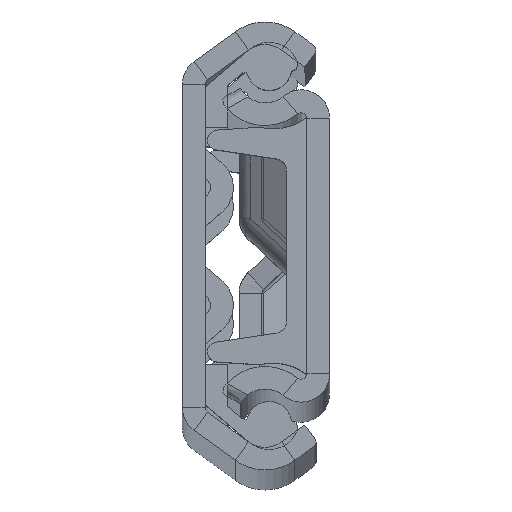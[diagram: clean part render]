
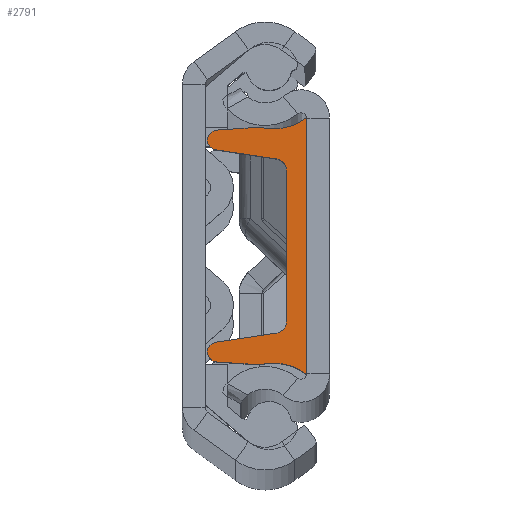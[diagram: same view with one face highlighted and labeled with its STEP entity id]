
A CAD part, top view. The second image highlights one B-rep face of the part: STEP entity #2791.
In plain terms, the highlighted face is planar.
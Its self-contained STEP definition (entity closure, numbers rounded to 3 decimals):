
#199 = CARTESIAN_POINT ( 'NONE',  ( 6., 0., 1.8 ) ) ;
#204 = DIRECTION ( 'NONE',  ( 0., 0., -1. ) ) ;
#330 = CIRCLE ( 'NONE', #1677, 5. ) ;
#391 = LINE ( 'NONE', #6144, #9926 ) ;
#398 = CARTESIAN_POINT ( 'NONE',  ( 6., 9.375, 7.925 ) ) ;
#445 = DIRECTION ( 'NONE',  ( 0., 0., -1. ) ) ;
#558 = PLANE ( 'NONE',  #9804 ) ;
#575 = VERTEX_POINT ( 'NONE', #4427 ) ;
#633 = CARTESIAN_POINT ( 'NONE',  ( 6., 6.708, 1.8 ) ) ;
#1034 = CIRCLE ( 'NONE', #4744, 5. ) ;
#1194 = VECTOR ( 'NONE', #6035, 1000. ) ;
#1379 = CARTESIAN_POINT ( 'NONE',  ( 6., -15.35, 3. ) ) ;
#1437 = AXIS2_PLACEMENT_3D ( 'NONE', #2042, #3778, #2996 ) ;
#1677 = AXIS2_PLACEMENT_3D ( 'NONE', #9786, #4160, #3576 ) ;
#1780 = CARTESIAN_POINT ( 'NONE',  ( 6., 7.697, 2.651 ) ) ;
#1793 = ORIENTED_EDGE ( 'NONE', *, *, #6960, .F. ) ;
#1807 = ORIENTED_EDGE ( 'NONE', *, *, #2189, .T. ) ;
#1834 = DIRECTION ( 'NONE',  ( 0., 0., -1. ) ) ;
#1872 = ORIENTED_EDGE ( 'NONE', *, *, #3162, .T. ) ;
#1901 = AXIS2_PLACEMENT_3D ( 'NONE', #6801, #7439, #204 ) ;
#1904 = ORIENTED_EDGE ( 'NONE', *, *, #9146, .T. ) ;
#1986 = CARTESIAN_POINT ( 'NONE',  ( 6., -9.375, 7.925 ) ) ;
#2042 = CARTESIAN_POINT ( 'NONE',  ( 6., 6.708, 2.8 ) ) ;
#2178 = EDGE_CURVE ( 'NONE', #575, #2436, #1034, .T. ) ;
#2189 = EDGE_CURVE ( 'NONE', #9633, #6544, #4505, .T. ) ;
#2436 = VERTEX_POINT ( 'NONE', #9189 ) ;
#2450 = DIRECTION ( 'NONE',  ( 1., 0., 0. ) ) ;
#2519 = EDGE_CURVE ( 'NONE', #5460, #9108, #8196, .T. ) ;
#2537 = LINE ( 'NONE', #4174, #2807 ) ;
#2669 = DIRECTION ( 'NONE',  ( 0., 0., -1. ) ) ;
#2791 = ADVANCED_FACE ( 'NONE', ( #7748 ), #558, .T. ) ;
#2807 = VECTOR ( 'NONE', #8909, 1000. ) ;
#2886 = DIRECTION ( 'NONE',  ( 0., 0., -1. ) ) ;
#2897 = DIRECTION ( 'NONE',  ( 1., 0., 0. ) ) ;
#2937 = DIRECTION ( 'NONE',  ( 1., 0., 0. ) ) ;
#2996 = DIRECTION ( 'NONE',  ( 0., 0., -1. ) ) ;
#3051 = EDGE_CURVE ( 'NONE', #6326, #5460, #6943, .T. ) ;
#3065 = ORIENTED_EDGE ( 'NONE', *, *, #2519, .T. ) ;
#3071 = VERTEX_POINT ( 'NONE', #9852 ) ;
#3162 = EDGE_CURVE ( 'NONE', #4601, #6685, #8313, .T. ) ;
#3576 = DIRECTION ( 'NONE',  ( 0., 0., -1. ) ) ;
#3579 = LINE ( 'NONE', #199, #7984 ) ;
#3675 = CARTESIAN_POINT ( 'NONE',  ( 6., 8.51, 8.055 ) ) ;
#3778 = DIRECTION ( 'NONE',  ( 1., 0., 0. ) ) ;
#3922 = EDGE_CURVE ( 'NONE', #6685, #7526, #10353, .T. ) ;
#3994 = ORIENTED_EDGE ( 'NONE', *, *, #4465, .F. ) ;
#4059 = CARTESIAN_POINT ( 'NONE',  ( 6., -10.248, 7.983 ) ) ;
#4109 = CARTESIAN_POINT ( 'NONE',  ( 6., -8.51, 8.055 ) ) ;
#4160 = DIRECTION ( 'NONE',  ( 1., 0., 0. ) ) ;
#4174 = CARTESIAN_POINT ( 'NONE',  ( 6., -7.136, -1.074 ) ) ;
#4191 = CARTESIAN_POINT ( 'NONE',  ( 6., 7.136, -1.074 ) ) ;
#4427 = CARTESIAN_POINT ( 'NONE',  ( 6., -11.35, 0. ) ) ;
#4465 = EDGE_CURVE ( 'NONE', #5923, #9108, #5325, .T. ) ;
#4505 = LINE ( 'NONE', #7722, #5414 ) ;
#4541 = CARTESIAN_POINT ( 'NONE',  ( 6., -6.708, 2.8 ) ) ;
#4601 = VERTEX_POINT ( 'NONE', #4109 ) ;
#4643 = EDGE_CURVE ( 'NONE', #9633, #5139, #330, .T. ) ;
#4644 = DIRECTION ( 'NONE',  ( 0., 0., -1. ) ) ;
#4744 = AXIS2_PLACEMENT_3D ( 'NONE', #1379, #2937, #2886 ) ;
#4746 = ORIENTED_EDGE ( 'NONE', *, *, #9801, .F. ) ;
#4843 = EDGE_CURVE ( 'NONE', #2436, #7526, #391, .T. ) ;
#5139 = VERTEX_POINT ( 'NONE', #5726 ) ;
#5171 = AXIS2_PLACEMENT_3D ( 'NONE', #8195, #2450, #2669 ) ;
#5318 = EDGE_CURVE ( 'NONE', #6544, #6326, #6735, .T. ) ;
#5325 = CIRCLE ( 'NONE', #1437, 1. ) ;
#5414 = VECTOR ( 'NONE', #6248, 1000. ) ;
#5460 = VERTEX_POINT ( 'NONE', #3675 ) ;
#5669 = CARTESIAN_POINT ( 'NONE',  ( 6., -9.375, 8.8 ) ) ;
#5703 = DIRECTION ( 'NONE',  ( 0., -1., 0. ) ) ;
#5726 = CARTESIAN_POINT ( 'NONE',  ( 6., 11.35, 0. ) ) ;
#5771 = CARTESIAN_POINT ( 'NONE',  ( 6., 9.375, 8.8 ) ) ;
#5923 = VERTEX_POINT ( 'NONE', #633 ) ;
#6035 = DIRECTION ( 'NONE',  ( 0., -0.149, -0.989 ) ) ;
#6144 = CARTESIAN_POINT ( 'NONE',  ( 6., -10.734, 0.718 ) ) ;
#6248 = DIRECTION ( 'NONE',  ( 0., -0.067, 0.998 ) ) ;
#6326 = VERTEX_POINT ( 'NONE', #5771 ) ;
#6390 = ORIENTED_EDGE ( 'NONE', *, *, #2178, .F. ) ;
#6391 = ORIENTED_EDGE ( 'NONE', *, *, #4643, .F. ) ;
#6431 = CIRCLE ( 'NONE', #9115, 1. ) ;
#6544 = VERTEX_POINT ( 'NONE', #8524 ) ;
#6555 = LINE ( 'NONE', #9747, #6835 ) ;
#6653 = DIRECTION ( 'NONE',  ( 0., -1., 0. ) ) ;
#6685 = VERTEX_POINT ( 'NONE', #5669 ) ;
#6735 = CIRCLE ( 'NONE', #7054, 0.875 ) ;
#6801 = CARTESIAN_POINT ( 'NONE',  ( 6., 9.375, 7.925 ) ) ;
#6812 = AXIS2_PLACEMENT_3D ( 'NONE', #1986, #2897, #445 ) ;
#6835 = VECTOR ( 'NONE', #5703, 1000. ) ;
#6866 = ORIENTED_EDGE ( 'NONE', *, *, #3051, .T. ) ;
#6932 = DIRECTION ( 'NONE',  ( 0., 0.067, 0.998 ) ) ;
#6943 = CIRCLE ( 'NONE', #1901, 0.875 ) ;
#6960 = EDGE_CURVE ( 'NONE', #3071, #8064, #6431, .T. ) ;
#7013 = DIRECTION ( 'NONE',  ( 1., 0., 0. ) ) ;
#7054 = AXIS2_PLACEMENT_3D ( 'NONE', #398, #7591, #1834 ) ;
#7439 = DIRECTION ( 'NONE',  ( 1., 0., 0. ) ) ;
#7526 = VERTEX_POINT ( 'NONE', #4059 ) ;
#7591 = DIRECTION ( 'NONE',  ( 1., 0., 0. ) ) ;
#7722 = CARTESIAN_POINT ( 'NONE',  ( 6., 10.734, 0.718 ) ) ;
#7748 = FACE_OUTER_BOUND ( 'NONE', #9067, .T. ) ;
#7848 = DIRECTION ( 'NONE',  ( 1., 0., 0. ) ) ;
#7984 = VECTOR ( 'NONE', #6653, 1000. ) ;
#8031 = ORIENTED_EDGE ( 'NONE', *, *, #3922, .T. ) ;
#8064 = VERTEX_POINT ( 'NONE', #9194 ) ;
#8195 = CARTESIAN_POINT ( 'NONE',  ( 6., -9.375, 7.925 ) ) ;
#8196 = LINE ( 'NONE', #4191, #1194 ) ;
#8313 = CIRCLE ( 'NONE', #6812, 0.875 ) ;
#8524 = CARTESIAN_POINT ( 'NONE',  ( 6., 10.248, 7.983 ) ) ;
#8525 = CARTESIAN_POINT ( 'NONE',  ( 6., 0., 0. ) ) ;
#8633 = DIRECTION ( 'NONE',  ( 0., 0., -1. ) ) ;
#8909 = DIRECTION ( 'NONE',  ( 0., 0.149, -0.989 ) ) ;
#9067 = EDGE_LOOP ( 'NONE', ( #4746, #1872, #8031, #10270, #6390, #9199, #6391, #1807, #9707, #6866, #3065, #3994, #1904, #1793 ) ) ;
#9108 = VERTEX_POINT ( 'NONE', #1780 ) ;
#9115 = AXIS2_PLACEMENT_3D ( 'NONE', #4541, #7013, #4644 ) ;
#9146 = EDGE_CURVE ( 'NONE', #5923, #8064, #3579, .T. ) ;
#9189 = CARTESIAN_POINT ( 'NONE',  ( 6., -10.5, 4.216 ) ) ;
#9194 = CARTESIAN_POINT ( 'NONE',  ( 6., -6.708, 1.8 ) ) ;
#9199 = ORIENTED_EDGE ( 'NONE', *, *, #9800, .F. ) ;
#9371 = CARTESIAN_POINT ( 'NONE',  ( 6., 10.5, 4.216 ) ) ;
#9633 = VERTEX_POINT ( 'NONE', #9371 ) ;
#9707 = ORIENTED_EDGE ( 'NONE', *, *, #5318, .T. ) ;
#9747 = CARTESIAN_POINT ( 'NONE',  ( 6., 0., 0. ) ) ;
#9786 = CARTESIAN_POINT ( 'NONE',  ( 6., 15.35, 3. ) ) ;
#9800 = EDGE_CURVE ( 'NONE', #5139, #575, #6555, .T. ) ;
#9801 = EDGE_CURVE ( 'NONE', #4601, #3071, #2537, .T. ) ;
#9804 = AXIS2_PLACEMENT_3D ( 'NONE', #8525, #7848, #8633 ) ;
#9852 = CARTESIAN_POINT ( 'NONE',  ( 6., -7.697, 2.651 ) ) ;
#9926 = VECTOR ( 'NONE', #6932, 1000. ) ;
#10270 = ORIENTED_EDGE ( 'NONE', *, *, #4843, .F. ) ;
#10353 = CIRCLE ( 'NONE', #5171, 0.875 ) ;
